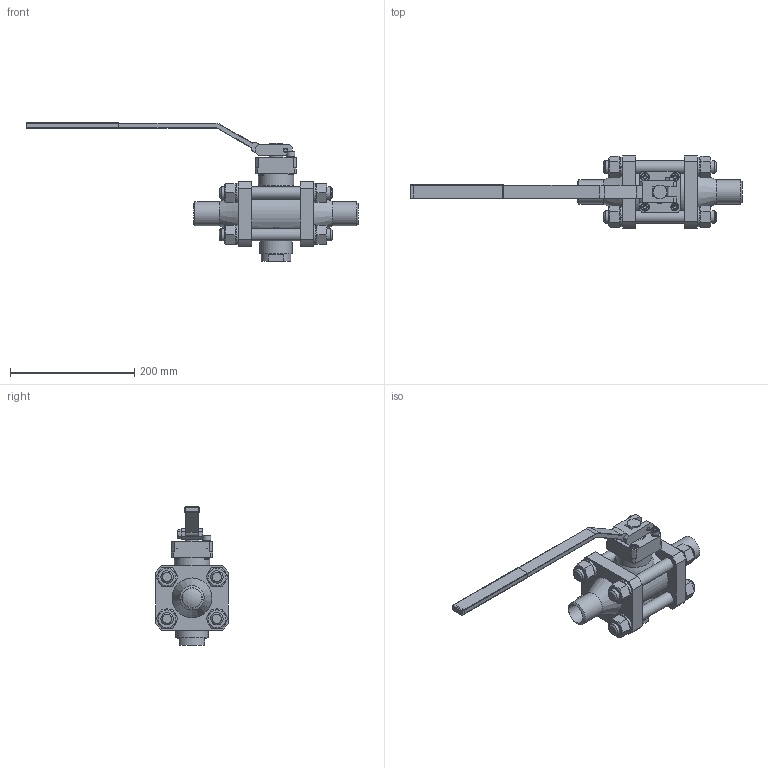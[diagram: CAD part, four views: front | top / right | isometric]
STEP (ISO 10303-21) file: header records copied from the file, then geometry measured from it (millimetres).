
FILE_DESCRIPTION(('STEP AP203'), '1');
FILE_NAME('扰鳧 _ 埡39.320.032.000', '', ('UNSPECIFIED'), ('UNSPECIFIED'), 'ASCON STEP Converter 1.6', 'ASCON Math Kernel', '');
FILE_SCHEMA(('CONFIG_CONTROL_DESIGN'));
Length unit declared in the file: millimetre
Products named in the file (1): 埡39.320.032.000
Bounding box: 534.02 x 116 x 222.37 mm (x, y, z)
Volume: 1575685.6 mm3; surface area: 252561.3 mm2
Topology: 3 solids, 4 shells, 490 faces, 1201 edges, 741 vertices
Faces by surface type: plane 292, cylinder 122, cone 57, sphere 10, torus 9
Full cylindrical faces by diameter (mm): 6 x4, 6.647 x1, 8 x9, 9 x5, 13 x4, 14 x3, 20 x12, 22 x9, 24 x1, 25 x1, 32 x2, 34 x1, 34.67 x2, 35 x2, 39 x2, 48 x1, 52 x1, 57 x1, 78 x1
Entity records: 24022 total; most frequent: CARTESIAN_POINT 9175, DIRECTION 2237, ORIENTED_EDGE 2120, EDGE_CURVE 1060, AXIS2_PLACEMENT_3D 889, VERTEX_POINT 736, EDGE_LOOP 695, FACE_BOUND 519
